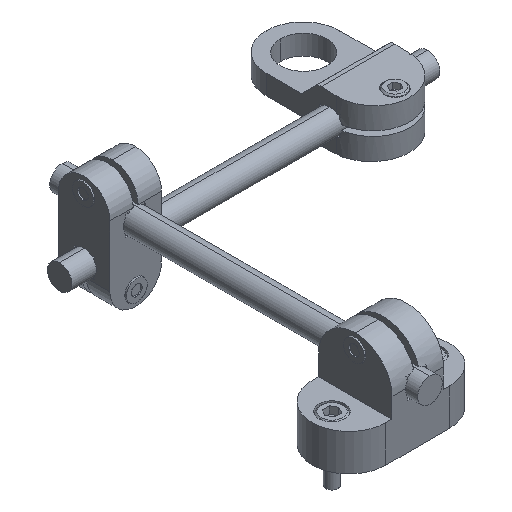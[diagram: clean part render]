
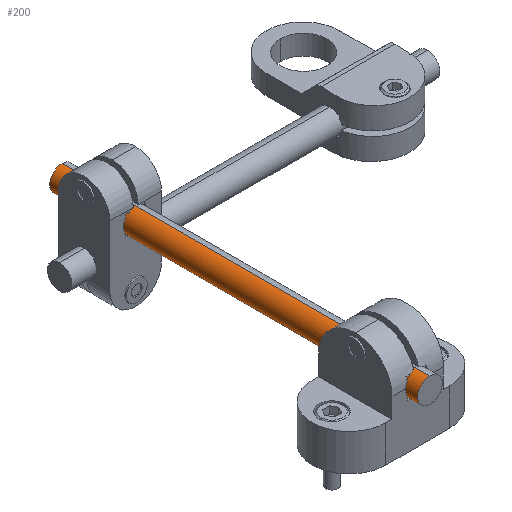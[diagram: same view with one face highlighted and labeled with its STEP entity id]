
A CAD part, isometric view. The second image highlights one B-rep face of the part: STEP entity #200.
In plain terms, the highlighted cylindrical face has radius 5 mm (diameter 10 mm), a partial arc.
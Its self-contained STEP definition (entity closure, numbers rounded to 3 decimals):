
#83 = ORIENTED_EDGE ( 'NONE', *, *, #6349, .T. ) ;
#200 = ADVANCED_FACE ( 'NONE', ( #1665 ), #9052, .T. ) ;
#391 = ORIENTED_EDGE ( 'NONE', *, *, #4809, .F. ) ;
#576 = VERTEX_POINT ( 'NONE', #1918 ) ;
#665 = VERTEX_POINT ( 'NONE', #5153 ) ;
#1227 = EDGE_CURVE ( 'NONE', #576, #665, #4836, .T. ) ;
#1382 = VERTEX_POINT ( 'NONE', #8733 ) ;
#1665 = FACE_OUTER_BOUND ( 'NONE', #5901, .T. ) ;
#1918 = CARTESIAN_POINT ( 'NONE',  ( 0., -75., 5. ) ) ;
#2336 = EDGE_CURVE ( 'NONE', #9148, #1382, #5583, .T. ) ;
#2535 = DIRECTION ( 'NONE',  ( 0., 1., 0. ) ) ;
#2695 = DIRECTION ( 'NONE',  ( 0., 1., 0. ) ) ;
#3412 = CARTESIAN_POINT ( 'NONE',  ( 0., -75.5, -5. ) ) ;
#3599 = AXIS2_PLACEMENT_3D ( 'NONE', #7616, #5216, #9075 ) ;
#4391 = AXIS2_PLACEMENT_3D ( 'NONE', #9198, #2535, #8442 ) ;
#4790 = CARTESIAN_POINT ( 'NONE',  ( 0., -75.5, 5. ) ) ;
#4809 = EDGE_CURVE ( 'NONE', #576, #9148, #7816, .T. ) ;
#4836 = LINE ( 'NONE', #4790, #6618 ) ;
#5089 = ORIENTED_EDGE ( 'NONE', *, *, #1227, .T. ) ;
#5153 = CARTESIAN_POINT ( 'NONE',  ( 0., 75., 5. ) ) ;
#5216 = DIRECTION ( 'NONE',  ( 0., -1., 0. ) ) ;
#5255 = VECTOR ( 'NONE', #2695, 1000. ) ;
#5521 = ORIENTED_EDGE ( 'NONE', *, *, #2336, .F. ) ;
#5583 = LINE ( 'NONE', #3412, #5255 ) ;
#5862 = AXIS2_PLACEMENT_3D ( 'NONE', #6846, #8416, #9086 ) ;
#5901 = EDGE_LOOP ( 'NONE', ( #5521, #391, #5089, #83 ) ) ;
#6349 = EDGE_CURVE ( 'NONE', #665, #1382, #8302, .T. ) ;
#6618 = VECTOR ( 'NONE', #7772, 1000. ) ;
#6704 = CARTESIAN_POINT ( 'NONE',  ( 0., -75., -5. ) ) ;
#6846 = CARTESIAN_POINT ( 'NONE',  ( 0., 75., 0. ) ) ;
#7616 = CARTESIAN_POINT ( 'NONE',  ( 0., -75., 0. ) ) ;
#7772 = DIRECTION ( 'NONE',  ( 0., 1., 0. ) ) ;
#7816 = CIRCLE ( 'NONE', #3599, 5. ) ;
#8302 = CIRCLE ( 'NONE', #5862, 5. ) ;
#8416 = DIRECTION ( 'NONE',  ( 0., -1., 0. ) ) ;
#8442 = DIRECTION ( 'NONE',  ( 0., 0., 1. ) ) ;
#8733 = CARTESIAN_POINT ( 'NONE',  ( 0., 75., -5. ) ) ;
#9052 = CYLINDRICAL_SURFACE ( 'NONE', #4391, 5. ) ;
#9075 = DIRECTION ( 'NONE',  ( -1., 0., 0. ) ) ;
#9086 = DIRECTION ( 'NONE',  ( 0., 0., 1. ) ) ;
#9148 = VERTEX_POINT ( 'NONE', #6704 ) ;
#9198 = CARTESIAN_POINT ( 'NONE',  ( 0., -75.5, 0. ) ) ;
